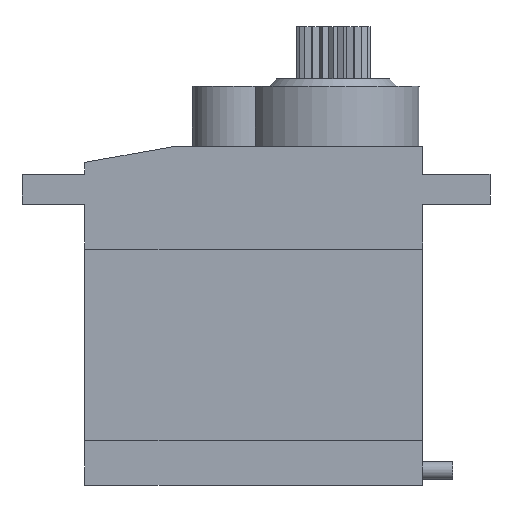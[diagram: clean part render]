
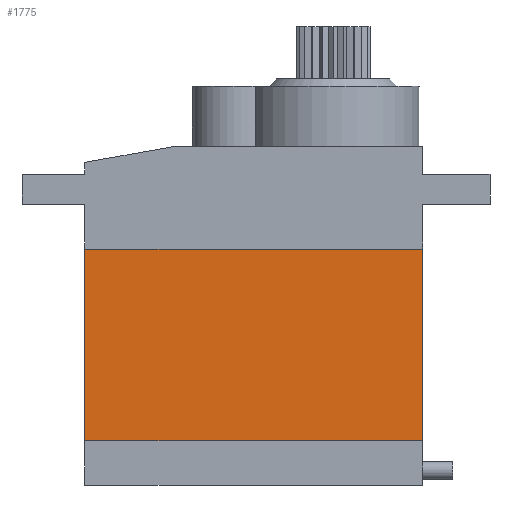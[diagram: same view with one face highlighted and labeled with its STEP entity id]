
A CAD part, left-side view. The second image highlights one B-rep face of the part: STEP entity #1775.
In plain terms, the highlighted planar face has unit normal (-1, 0, 0).
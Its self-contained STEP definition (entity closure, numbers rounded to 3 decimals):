
#85=FACE_OUTER_BOUND('',#185,.T.);
#185=EDGE_LOOP('',(#1186,#1187,#1188,#1189));
#290=LINE('',#2529,#521);
#295=LINE('',#2539,#526);
#296=LINE('',#2542,#527);
#297=LINE('',#2543,#528);
#521=VECTOR('',#2039,10.);
#526=VECTOR('',#2048,10.);
#527=VECTOR('',#2051,10.);
#528=VECTOR('',#2052,10.);
#749=VERTEX_POINT('',#2522);
#752=VERTEX_POINT('',#2527);
#755=VERTEX_POINT('',#2537);
#756=VERTEX_POINT('',#2541);
#922=EDGE_CURVE('',#752,#749,#290,.T.);
#927=EDGE_CURVE('',#749,#755,#295,.T.);
#928=EDGE_CURVE('',#755,#756,#296,.T.);
#929=EDGE_CURVE('',#752,#756,#297,.T.);
#1186=ORIENTED_EDGE('',*,*,#928,.F.);
#1187=ORIENTED_EDGE('',*,*,#927,.F.);
#1188=ORIENTED_EDGE('',*,*,#922,.F.);
#1189=ORIENTED_EDGE('',*,*,#929,.T.);
#1687=PLANE('',#1906);
#1775=ADVANCED_FACE('',(#85),#1687,.T.);
#1906=AXIS2_PLACEMENT_3D('',#2540,#2049,#2050);
#2039=DIRECTION('',(0.,-1.,0.));
#2048=DIRECTION('',(0.,0.,-1.));
#2049=DIRECTION('center_axis',(-1.,0.,0.));
#2050=DIRECTION('ref_axis',(0.,1.,0.));
#2051=DIRECTION('',(0.,1.,0.));
#2052=DIRECTION('',(0.,0.,-1.));
#2522=CARTESIAN_POINT('',(-6.,-6.,-3.));
#2527=CARTESIAN_POINT('',(-6.,16.6,-3.));
#2529=CARTESIAN_POINT('',(-6.,-0.425,-3.));
#2537=CARTESIAN_POINT('',(-6.,-6.,-15.8));
#2539=CARTESIAN_POINT('',(-6.,-6.,0.));
#2540=CARTESIAN_POINT('Origin',(-6.,-6.,0.));
#2541=CARTESIAN_POINT('',(-6.,16.6,-15.8));
#2542=CARTESIAN_POINT('',(-6.,-0.425,-15.8));
#2543=CARTESIAN_POINT('',(-6.,16.6,0.));
